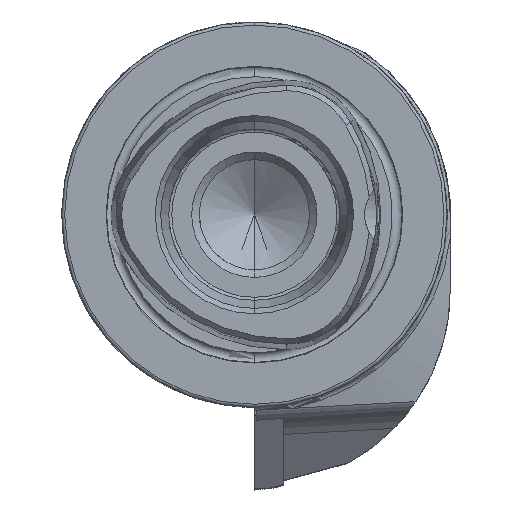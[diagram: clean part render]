
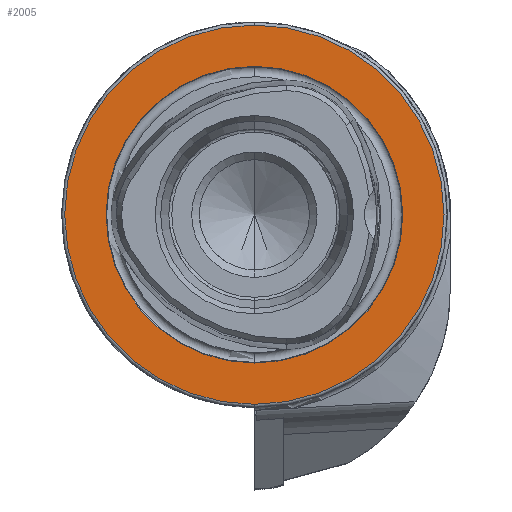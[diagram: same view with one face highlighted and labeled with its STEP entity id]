
A CAD part, left-side view. The second image highlights one B-rep face of the part: STEP entity #2005.
In plain terms, the highlighted planar face has unit normal (-1, 0, 0).
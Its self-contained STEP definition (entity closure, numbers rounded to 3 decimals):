
#112 = FACE_OUTER_BOUND ( 'NONE', #2450, .T. ) ;
#308 = CARTESIAN_POINT ( 'NONE',  ( 0., 0., 0. ) ) ;
#608 = CARTESIAN_POINT ( 'NONE',  ( 0., 0., -24.25 ) ) ;
#1036 = PLANE ( 'NONE',  #4309 ) ;
#1087 = DIRECTION ( 'NONE',  ( 0., 0., 1. ) ) ;
#1521 = EDGE_CURVE ( 'NONE', #7150, #4936, #6711, .T. ) ;
#2005 = ADVANCED_FACE ( 'NONE', ( #4964, #112 ), #1036, .F. ) ;
#2437 = CARTESIAN_POINT ( 'NONE',  ( 0., 24.25, 0. ) ) ;
#2450 = EDGE_LOOP ( 'NONE', ( #4678, #6290 ) ) ;
#3039 = VERTEX_POINT ( 'NONE', #5072 ) ;
#3244 = EDGE_CURVE ( 'NONE', #4936, #7150, #8459, .T. ) ;
#3370 = VERTEX_POINT ( 'NONE', #5415 ) ;
#3537 = DIRECTION ( 'NONE',  ( 0., 0., 1. ) ) ;
#3607 = AXIS2_PLACEMENT_3D ( 'NONE', #9178, #6953, #5591 ) ;
#3641 = EDGE_LOOP ( 'NONE', ( #7338, #4931 ) ) ;
#3839 = DIRECTION ( 'NONE',  ( 0., 0., 1. ) ) ;
#4309 = AXIS2_PLACEMENT_3D ( 'NONE', #2437, #4488, #5210 ) ;
#4455 = AXIS2_PLACEMENT_3D ( 'NONE', #7151, #7980, #3537 ) ;
#4488 = DIRECTION ( 'NONE',  ( 1., 0., 0. ) ) ;
#4678 = ORIENTED_EDGE ( 'NONE', *, *, #6337, .T. ) ;
#4702 = EDGE_CURVE ( 'NONE', #3039, #3370, #7328, .T. ) ;
#4931 = ORIENTED_EDGE ( 'NONE', *, *, #3244, .F. ) ;
#4936 = VERTEX_POINT ( 'NONE', #608 ) ;
#4964 = FACE_BOUND ( 'NONE', #3641, .T. ) ;
#5072 = CARTESIAN_POINT ( 'NONE',  ( 0., 0., -31. ) ) ;
#5187 = DIRECTION ( 'NONE',  ( -1., 0., 0. ) ) ;
#5210 = DIRECTION ( 'NONE',  ( 0., 0., -1. ) ) ;
#5415 = CARTESIAN_POINT ( 'NONE',  ( 0., 0., 31. ) ) ;
#5473 = DIRECTION ( 'NONE',  ( -1., 0., 0. ) ) ;
#5591 = DIRECTION ( 'NONE',  ( 0., 0., 1. ) ) ;
#6134 = AXIS2_PLACEMENT_3D ( 'NONE', #7481, #5187, #3839 ) ;
#6290 = ORIENTED_EDGE ( 'NONE', *, *, #4702, .T. ) ;
#6337 = EDGE_CURVE ( 'NONE', #3370, #3039, #6440, .T. ) ;
#6440 = CIRCLE ( 'NONE', #4455, 31. ) ;
#6711 = CIRCLE ( 'NONE', #6134, 24.25 ) ;
#6953 = DIRECTION ( 'NONE',  ( -1., 0., 0. ) ) ;
#7150 = VERTEX_POINT ( 'NONE', #8505 ) ;
#7151 = CARTESIAN_POINT ( 'NONE',  ( 0., 0., 0. ) ) ;
#7328 = CIRCLE ( 'NONE', #3607, 31. ) ;
#7338 = ORIENTED_EDGE ( 'NONE', *, *, #1521, .F. ) ;
#7481 = CARTESIAN_POINT ( 'NONE',  ( 0., 0., 0. ) ) ;
#7834 = AXIS2_PLACEMENT_3D ( 'NONE', #308, #5473, #1087 ) ;
#7980 = DIRECTION ( 'NONE',  ( -1., 0., 0. ) ) ;
#8459 = CIRCLE ( 'NONE', #7834, 24.25 ) ;
#8505 = CARTESIAN_POINT ( 'NONE',  ( 0., 0., 24.25 ) ) ;
#9178 = CARTESIAN_POINT ( 'NONE',  ( 0., 0., 0. ) ) ;
